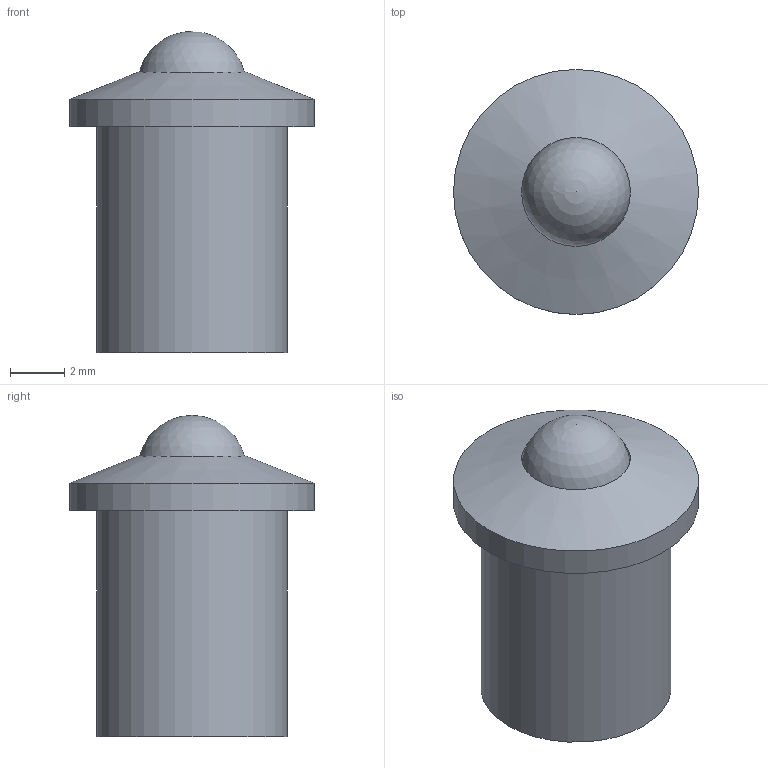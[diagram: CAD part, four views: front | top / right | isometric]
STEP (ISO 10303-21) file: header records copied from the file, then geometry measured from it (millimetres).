
FILE_DESCRIPTION(/* description */ (''),/* implementation_level */ '2;1');
FILE_NAME(/* name */ 'LED_Bracket_Blue.step',/* time_stamp */ '2023-10-16T10:00:26+09:00',/* author */ (''),/* organization */ (''),/* preprocessor_version */ 'ST-DEVELOPER v20',/* originating_system */ 'Autodesk Translation Framework v12.9.0.99',/* authorisation */ '');
FILE_SCHEMA (('AUTOMOTIVE_DESIGN { 1 0 10303 214 3 1 1 }'));
Length unit declared in the file: millimetre
Products named in the file (1): LED_Bracket
Bounding box: 9 x 9 x 11.8 mm (x, y, z)
Volume: 428.3 mm3; surface area: 398.5 mm2
Topology: 2 solids, 2 shells, 10 faces, 17 edges, 11 vertices
Faces by surface type: cylinder 4, plane 4, cone 1, sphere 1
Full cylindrical faces by diameter (mm): 4 x2, 7 x1, 9 x1
Entity records: 285 total; most frequent: DIRECTION 49, CARTESIAN_POINT 38, ORIENTED_EDGE 32, AXIS2_PLACEMENT_3D 22, EDGE_CURVE 16, EDGE_LOOP 11, CIRCLE 11, VERTEX_POINT 11
